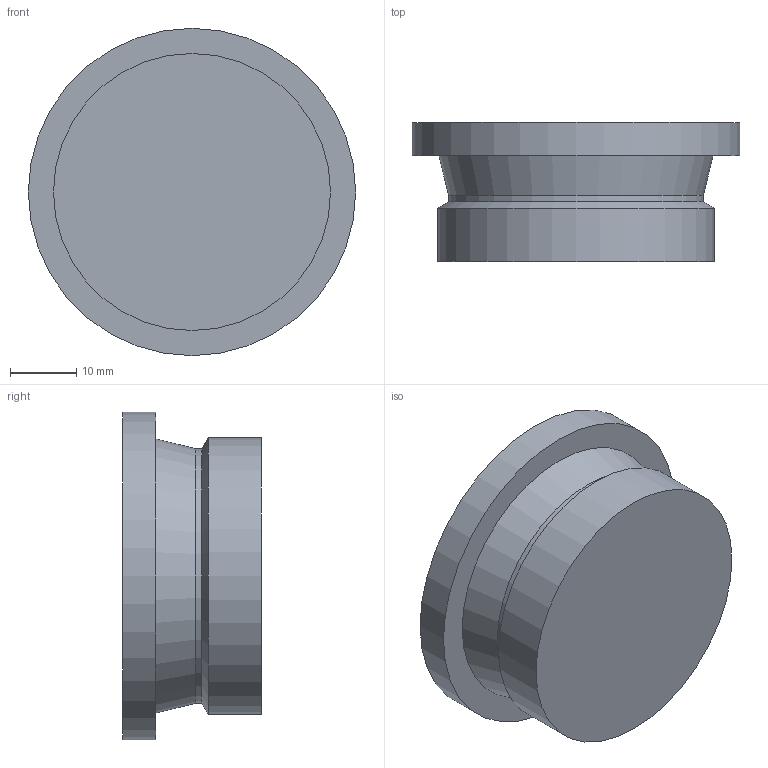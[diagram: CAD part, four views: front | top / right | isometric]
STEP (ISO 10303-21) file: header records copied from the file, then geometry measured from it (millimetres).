
FILE_DESCRIPTION(/* description */ (''),/* implementation_level */ '2;1');
FILE_NAME(/* name */ 'vs_114_ms-la.stp',/* time_stamp */ '2017-05-15T10:14:04+02:00',/* author */ ('leitheußer'),/* organization */ (''),/* preprocessor_version */ 'ST-DEVELOPER v15.6',/* originating_system */ 'Autodesk Inventor LT ',/* authorisation */ '');
FILE_SCHEMA (('AUTOMOTIVE_DESIGN { 1 0 10303 214 3 1 1 }'));
Length unit declared in the file: millimetre
Products named in the file (1): Bauteil3
Bounding box: 49.5 x 21 x 49.5 mm (x, y, z)
Volume: 23428.3 mm3; surface area: 8066.6 mm2
Topology: 1 solids, 1 shells, 28 faces, 69 edges, 45 vertices
Faces by surface type: plane 16, cylinder 9, cone 3
Full cylindrical faces by diameter (mm): 38.5 x1, 41.9 x1, 49.5 x1
Entity records: 802 total; most frequent: CARTESIAN_POINT 159, DIRECTION 128, ORIENTED_EDGE 124, EDGE_CURVE 62, AXIS2_PLACEMENT_3D 49, VERTEX_POINT 44, EDGE_LOOP 36, LINE 30
